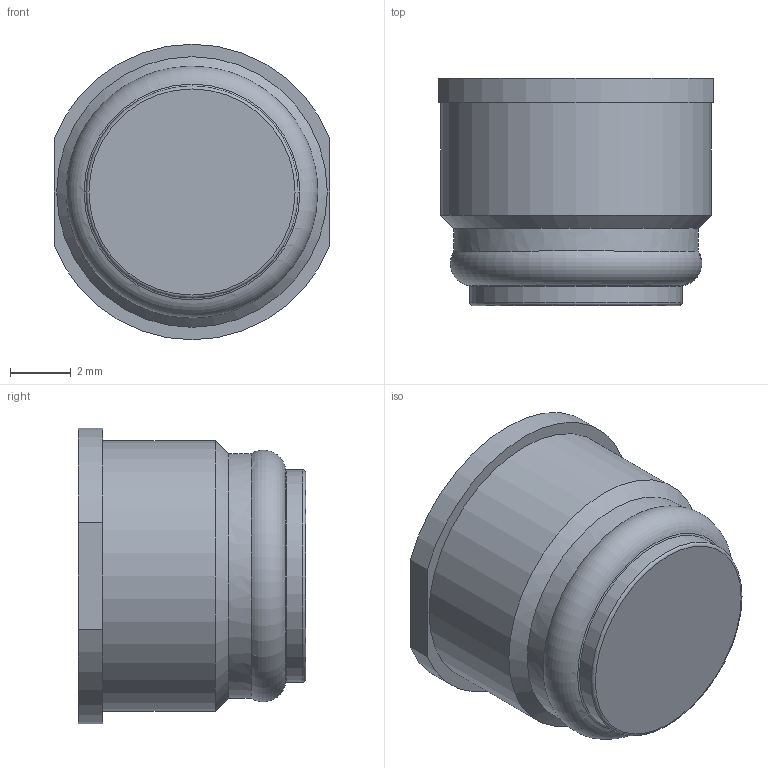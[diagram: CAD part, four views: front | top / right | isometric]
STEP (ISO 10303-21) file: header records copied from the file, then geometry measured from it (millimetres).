
FILE_DESCRIPTION(('FreeCAD Model'),'2;1');
FILE_NAME('Open CASCADE Shape Model','2025-02-27T14:21:33',(''),(''), 'Open CASCADE STEP processor 7.8','FreeCAD','Unknown');
FILE_SCHEMA(('AUTOMOTIVE_DESIGN { 1 0 10303 214 1 1 1 1 }'));
Length unit declared in the file: millimetre
Products named in the file (1): Fusion
Bounding box: 9.1 x 7.5 x 9.75 mm (x, y, z)
Volume: 438.1 mm3; surface area: 336.8 mm2
Topology: 1 solids, 1 shells, 14 faces, 30 edges, 19 vertices
Faces by surface type: plane 5, cylinder 4, torus 3, cone 1, extrusion 1
Full cylindrical faces by diameter (mm): 7 x1, 8.93 x1
Entity records: 525 total; most frequent: CARTESIAN_POINT 199, DIRECTION 65, ORIENTED_EDGE 60, EDGE_CURVE 30, AXIS2_PLACEMENT_3D 27, VERTEX_POINT 19, FACE_BOUND 15, EDGE_LOOP 15
